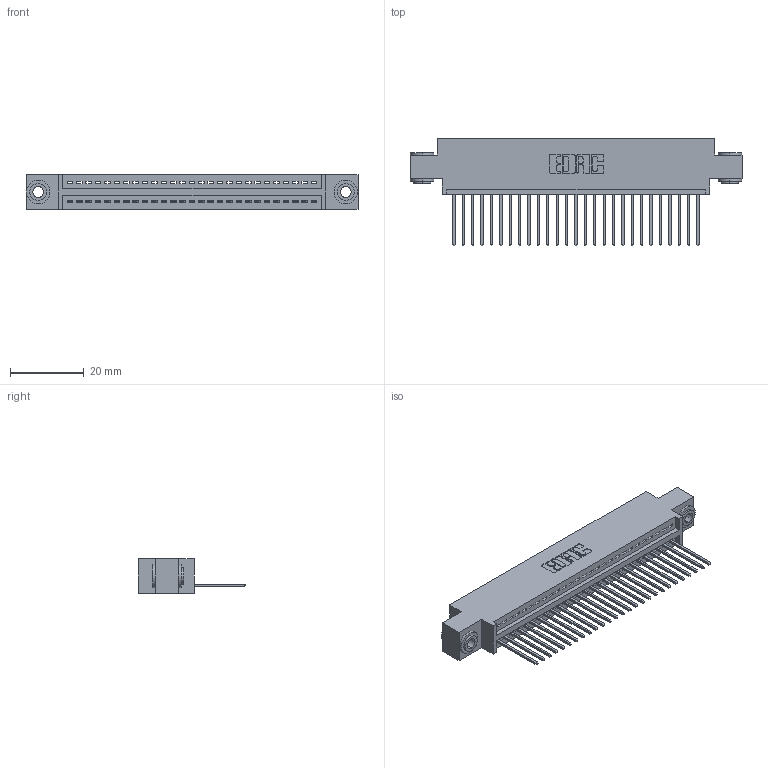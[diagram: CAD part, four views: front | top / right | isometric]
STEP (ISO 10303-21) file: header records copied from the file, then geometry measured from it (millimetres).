
FILE_DESCRIPTION (( 'STEP AP203' ), '1' );
FILE_NAME ('345-027-540-603.STEP', '2019-10-07T04:00:22', ( '' ), ( '' ), 'SwSTEP 2.0', 'SolidWorks 2016', '' );
FILE_SCHEMA (( 'CONFIG_CONTROL_DESIGN' ));
Length unit declared in the file: inch
Products named in the file (4): 345-027-540-603; 345 Part_0.170 Offset - 0.156 Dia-TH; 345-292-001_345-293-140; 345-250-002_345-250-002-102
Assembly tree (30 placements, depth 2):
  345-027-540-603
    345 Part_0.170 Offset - 0.156 Dia-TH
    345-292-001_345-293-140  x27
    345-250-002_345-250-002-102  x2
Bounding box: 89.79 x 29.13 x 9.4 mm (x, y, z)
Volume: 8347.9 mm3; surface area: 11493.9 mm2
Topology: 30 solids, 30 shells, 1734 faces, 5181 edges, 3414 vertices
Faces by surface type: plane 1174, cylinder 552, cone 8
Entity records: 23140 total; most frequent: CARTESIAN_POINT 3988, ORIENTED_EDGE 3942, DIRECTION 3535, EDGE_CURVE 1971, VECTOR 1707, LINE 1707, VERTEX_POINT 1310, AXIS2_PLACEMENT_3D 914
